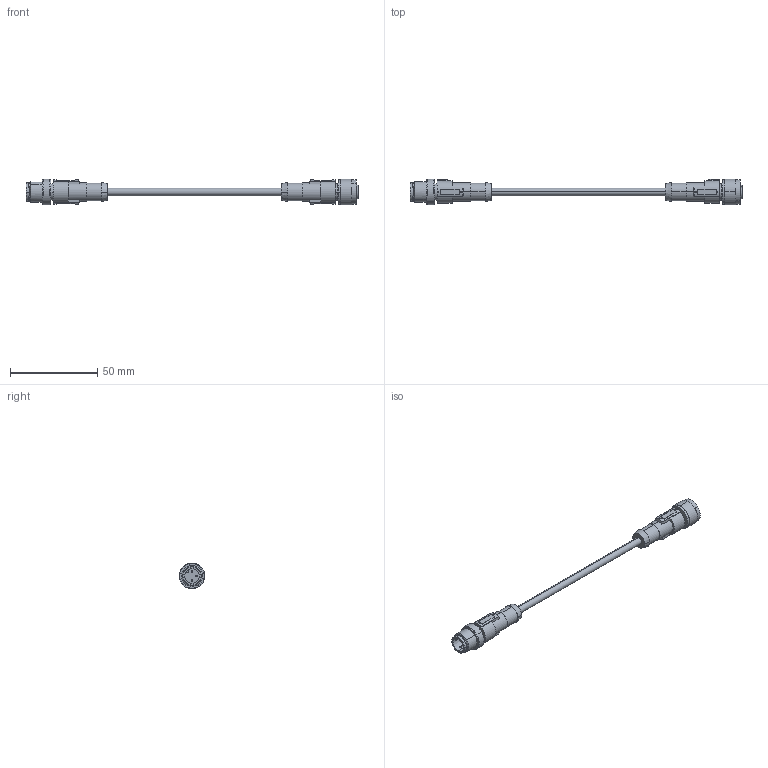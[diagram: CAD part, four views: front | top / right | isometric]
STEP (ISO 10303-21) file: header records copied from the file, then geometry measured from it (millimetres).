
FILE_DESCRIPTION(('SolidDesigner STEP Export'),'2;1');
FILE_NAME('1414576_SAC_3P_M12MS_0.3_PVC_M12FS-select.stp','2015-02-06T 8:55:42',(''),(''),'Creo Elements/Direct Modeling STEP processor for AP214 (Solid Model)','Creo Elements/Direct Modeling 18.1B 29-Sep-2012 (C) Parametric Technology GmbH','');
FILE_SCHEMA(('AUTOMOTIVE_DESIGN { 1 0 10303 214 1 1 1 1 }'));
Length unit declared in the file: millimetre
Products named in the file (2): 1414576_SAC_3P_M12MS_0.3_PVC_M12FS-select
Assembly tree (1 placements, depth 2):
  1414576_SAC_3P_M12MS_0.3_PVC_M12FS-select
    1414576_SAC_3P_M12MS_0.3_PVC_M12FS-select
Bounding box: 190.8 x 14.79 x 14.79 mm (x, y, z)
Volume: 10682.8 mm3; surface area: 6620.5 mm2
Topology: 1 solids, 1 shells, 215 faces, 569 edges, 381 vertices
Faces by surface type: cylinder 89, plane 88, cone 38
Entity records: 9881 total; most frequent: CARTESIAN_POINT 2997, ORIENTED_EDGE 1138, DIRECTION 958, EDGE_CURVE 569, VERTEX_POINT 381, AXIS2_PLACEMENT_3D 348, VECTOR 262, LINE 262
